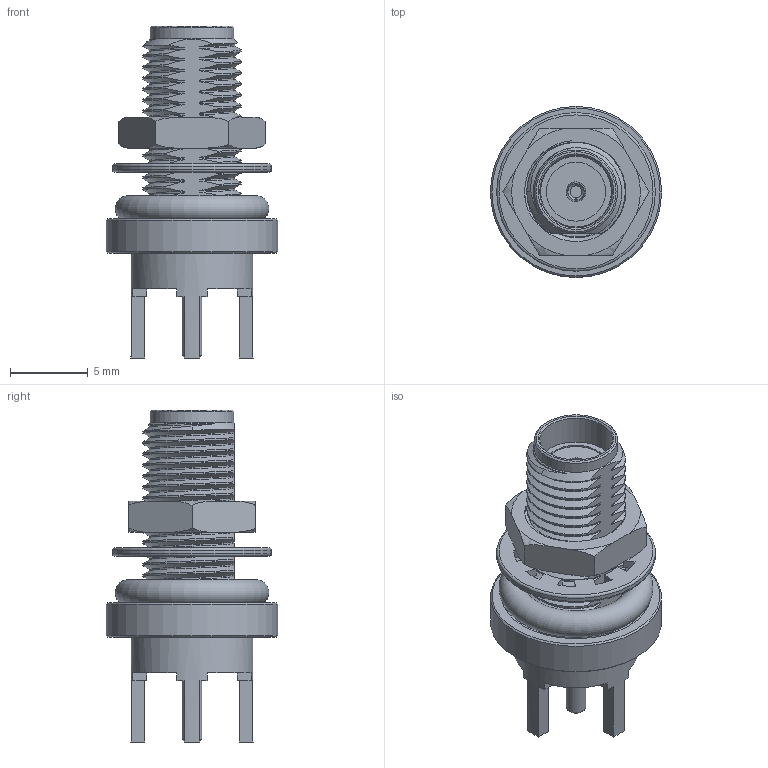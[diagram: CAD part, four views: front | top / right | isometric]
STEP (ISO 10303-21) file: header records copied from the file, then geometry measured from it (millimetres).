
FILE_DESCRIPTION(/* description */ ('Unknown'),/* implementation_level */ '2;1');
FILE_NAME(/* name */ '60312082111560',/* time_stamp */ '2024-05-27T17:32:06+02:00',/* author */ ('Unknown'),/* organization */ ('Unknown'),/* preprocessor_version */ 'ST-DEVELOPER v18.102',/* originating_system */ 'Solid Edge',/* authorisation */ 'Unknown');
FILE_SCHEMA (('TECHNICAL_DATA_PACKAGING','AUTOMOTIVE_DESIGN {1 0 10303 214 3 1 1}'));
Length unit declared in the file: millimetre
Products named in the file (1): 60312082111560
Bounding box: 11 x 11 x 21.34 mm (x, y, z)
Volume: 720.5 mm3; surface area: 1318.3 mm2
Topology: 3 solids, 3 shells, 219 faces, 616 edges, 406 vertices
Faces by surface type: plane 81, cylinder 73, bspline 34, cone 16, torus 15
Full cylindrical faces by diameter (mm): 0.94 x1, 1.27 x2, 1.5 x1, 3.5 x1, 3.79 x1, 4.55 x1, 4.56 x1, 4.66 x1, 5.35 x1, 6.6 x1, 7.85 x1, 9.6 x1, 10.199 x1, 11 x1
Entity records: 22169 total; most frequent: CARTESIAN_POINT 15907, ORIENTED_EDGE 1156, DIRECTION 891, EDGE_CURVE 578, VERTEX_POINT 395, AXIS2_PLACEMENT_3D 329, FACE_BOUND 257, EDGE_LOOP 256
